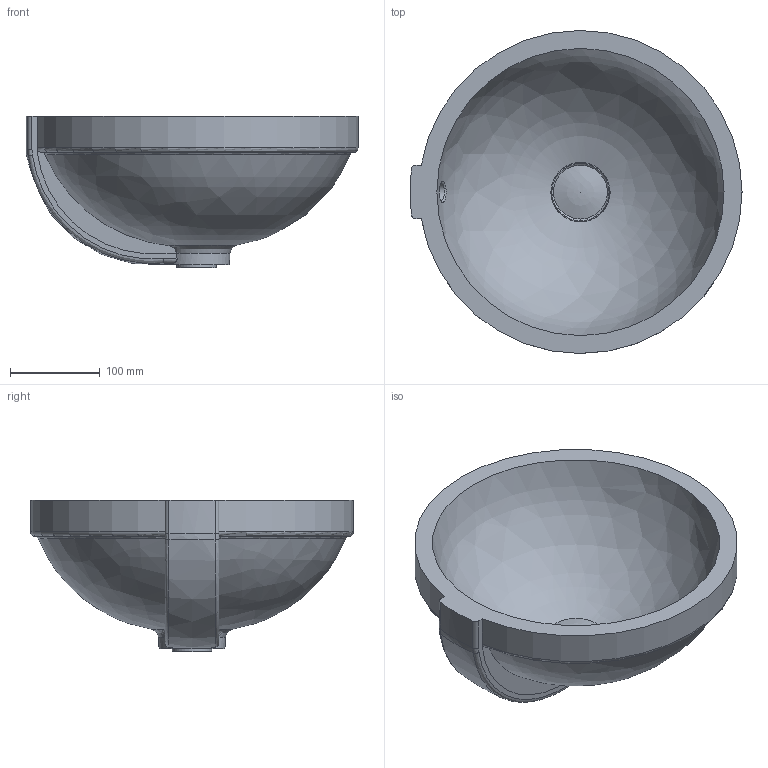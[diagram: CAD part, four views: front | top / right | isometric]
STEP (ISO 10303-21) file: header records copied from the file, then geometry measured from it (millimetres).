
FILE_DESCRIPTION((''),'2;1');
FILE_NAME('031932.stp','2008-01-16T12:40:48',('Huebner'),(''),'Autodesk Inventor 11','Autodesk Inventor 11','');
FILE_SCHEMA(('AUTOMOTIVE_DESIGN { 1 0 10303 214 1 1 1 1 }'));
Length unit declared in the file: millimetre
Products named in the file (4): 31932; Stopfen; Kelch
Assembly tree (3 placements, depth 2):
  31932
    31932
    Stopfen
    Kelch
Bounding box: 369.98 x 360 x 168.32 mm (x, y, z)
Volume: 3815014.6 mm3; surface area: 410581.9 mm2
Topology: 3 solids, 3 shells, 74 faces, 179 edges, 106 vertices
Faces by surface type: cylinder 25, plane 23, bspline 13, torus 8, cone 5
Full cylindrical faces by diameter (mm): 20 x1, 42 x1, 44 x1, 52 x1, 60 x1
Entity records: 4306 total; most frequent: CARTESIAN_POINT 2625, ORIENTED_EDGE 330, DIRECTION 319, EDGE_CURVE 165, AXIS2_PLACEMENT_3D 131, VERTEX_POINT 104, EDGE_LOOP 91, FACE_OUTER_BOUND 74
